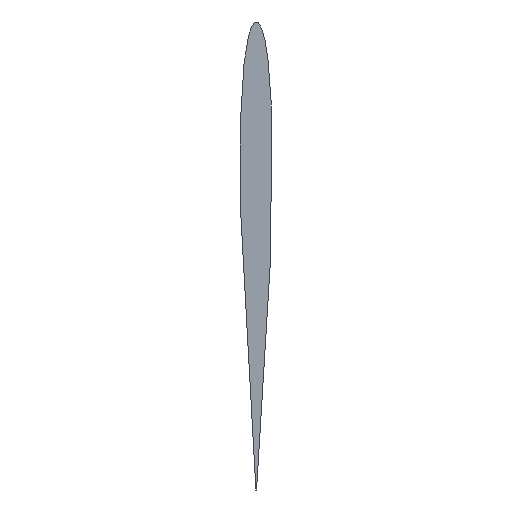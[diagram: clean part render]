
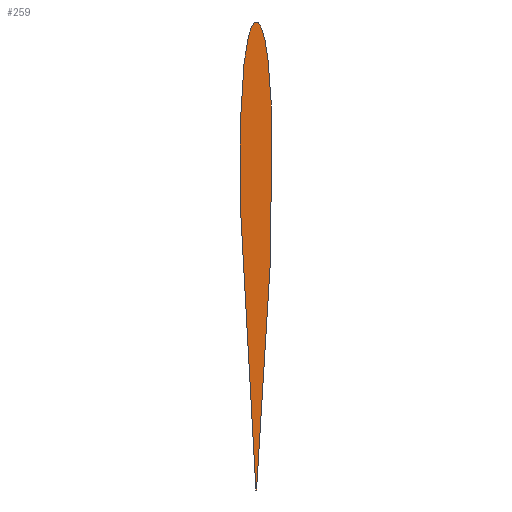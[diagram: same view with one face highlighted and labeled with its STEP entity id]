
A CAD part, left-side view. The second image highlights one B-rep face of the part: STEP entity #259.
In plain terms, the highlighted free-form (B-spline) face has degree [1, 1] with [2, 2] control points.
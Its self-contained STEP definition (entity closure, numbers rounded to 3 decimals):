
#24 = VERTEX_POINT('',#25);
#25 = CARTESIAN_POINT('',(-47.726,0.035,
    -47.322));
#82 = VERTEX_POINT('',#83);
#83 = CARTESIAN_POINT('',(-47.726,-0.035,
    -47.322));
#88 = EDGE_CURVE('',#24,#82,#89,.T.);
#89 = B_SPLINE_CURVE_WITH_KNOTS('',3,(#90,#91,#92,#93,#94,#95,#96,#97,
    #98,#99,#100,#101,#102,#103,#104,#105,#106,#107,#108,#109,#110,#111,
    #112,#113,#114,#115,#116,#117,#118,#119,#120,#121,#122,#123,#124,
    #125,#126,#127,#128,#129,#130,#131,#132,#133,#134,#135),
  .UNSPECIFIED.,.F.,.F.,(4,1,1,1,1,1,1,1,1,1,1,1,1,1,1,1,1,1,1,1,1,1,1,1
    ,1,1,1,1,1,1,1,1,1,1,1,1,1,1,1,1,1,1,1,4),(0.,0.028,
    0.061,0.101,0.143,0.186,
    0.216,0.245,0.273,0.301,
    0.327,0.365,0.388,0.428,
    0.454,0.474,0.484,0.492,
    0.497,0.499,0.5,0.501,
    0.506,0.512,0.521,0.533,
    0.554,0.581,0.612,0.635,
    0.647,0.673,0.699,0.727,
    0.755,0.784,0.814,0.843,
    0.871,0.899,0.926,0.951,
    0.972,1.),.UNSPECIFIED.);
#90 = CARTESIAN_POINT('',(-47.726,0.035,
    -47.322));
#91 = CARTESIAN_POINT('',(-47.726,0.106,-46.447
    ));
#92 = CARTESIAN_POINT('',(-47.726,0.26,-44.501
    ));
#93 = CARTESIAN_POINT('',(-47.726,0.495,-41.311
    ));
#94 = CARTESIAN_POINT('',(-47.726,0.742,-37.654
    ));
#95 = CARTESIAN_POINT('',(-47.726,0.984,-33.684
    ));
#96 = CARTESIAN_POINT('',(-47.726,1.183,-30.03)
  );
#97 = CARTESIAN_POINT('',(-47.726,1.336,-26.796)
  );
#98 = CARTESIAN_POINT('',(-47.726,1.45,-24.045
    ));
#99 = CARTESIAN_POINT('',(-47.726,1.543,-21.344
    ));
#100 = CARTESIAN_POINT('',(-47.726,1.611,
    -18.72));
#101 = CARTESIAN_POINT('',(-47.726,1.657,-15.808
    ));
#102 = CARTESIAN_POINT('',(-47.726,1.662,
    -13.042));
#103 = CARTESIAN_POINT('',(-47.726,1.608,
    -9.827));
#104 = CARTESIAN_POINT('',(-47.726,1.493,
    -7.003));
#105 = CARTESIAN_POINT('',(-47.726,1.264,
    -4.282));
#106 = CARTESIAN_POINT('',(-47.726,1.028,
    -2.534));
#107 = CARTESIAN_POINT('',(-47.726,0.781,
    -1.349));
#108 = CARTESIAN_POINT('',(-47.726,0.562,
    -0.646));
#109 = CARTESIAN_POINT('',(-47.726,0.352,-0.217
    ));
#110 = CARTESIAN_POINT('',(-47.726,0.151,
    -0.032));
#111 = CARTESIAN_POINT('',(-47.726,0.,
    0.015));
#112 = CARTESIAN_POINT('',(-47.726,-0.223,
    -0.056));
#113 = CARTESIAN_POINT('',(-47.726,-0.451,
    -0.39));
#114 = CARTESIAN_POINT('',(-47.726,-0.672,
    -0.962));
#115 = CARTESIAN_POINT('',(-47.726,-0.884,
    -1.799));
#116 = CARTESIAN_POINT('',(-47.726,-1.118,
    -3.122));
#117 = CARTESIAN_POINT('',(-47.726,-1.337,
    -5.021));
#118 = CARTESIAN_POINT('',(-47.726,-1.516,
    -7.552));
#119 = CARTESIAN_POINT('',(-47.726,-1.613,
    -10.127));
#120 = CARTESIAN_POINT('',(-47.726,-1.648,
    -12.237));
#121 = CARTESIAN_POINT('',(-47.726,-1.66,
    -14.159));
#122 = CARTESIAN_POINT('',(-47.726,-1.651,
    -16.193));
#123 = CARTESIAN_POINT('',(-47.726,-1.611,
    -18.72));
#124 = CARTESIAN_POINT('',(-47.726,-1.543,
    -21.344));
#125 = CARTESIAN_POINT('',(-47.726,-1.45,
    -24.045));
#126 = CARTESIAN_POINT('',(-47.726,-1.336,
    -26.796));
#127 = CARTESIAN_POINT('',(-47.726,-1.204,-29.571
    ));
#128 = CARTESIAN_POINT('',(-47.726,-1.058,
    -32.339));
#129 = CARTESIAN_POINT('',(-47.726,-0.9,
    -35.065));
#130 = CARTESIAN_POINT('',(-47.726,-0.736,
    -37.708));
#131 = CARTESIAN_POINT('',(-47.726,-0.569,
    -40.219));
#132 = CARTESIAN_POINT('',(-47.726,-0.405,
    -42.535));
#133 = CARTESIAN_POINT('',(-47.726,-0.231,
    -44.882));
#134 = CARTESIAN_POINT('',(-47.726,-0.106,
    -46.447));
#135 = CARTESIAN_POINT('',(-47.726,-0.035,
    -47.322));
#233 = EDGE_CURVE('',#24,#82,#234,.T.);
#234 = B_SPLINE_CURVE_WITH_KNOTS('',1,(#235,#236),.UNSPECIFIED.,.F.,.F.,
  (2,2),(0.,0.073),.PIECEWISE_BEZIER_KNOTS.);
#235 = CARTESIAN_POINT('',(-47.726,0.035,
    -47.322));
#236 = CARTESIAN_POINT('',(-47.726,-0.035,
    -47.322));
#259 = ADVANCED_FACE('',(#260),#264,.T.);
#260 = FACE_BOUND('',#261,.T.);
#261 = EDGE_LOOP('',(#262,#263));
#262 = ORIENTED_EDGE('',*,*,#88,.F.);
#263 = ORIENTED_EDGE('',*,*,#233,.T.);
#264 = B_SPLINE_SURFACE_WITH_KNOTS('',1,1,(
    (#265,#266)
    ,(#267,#268
    )),.UNSPECIFIED.,.F.,.F.,.F.,(2,2),(2,2),(-49.576,
    0.015),(-1.74,1.74),
  .PIECEWISE_BEZIER_KNOTS.);
#265 = CARTESIAN_POINT('',(-47.726,-1.66,
    -47.322));
#266 = CARTESIAN_POINT('',(-47.726,1.662,
    -47.322));
#267 = CARTESIAN_POINT('',(-47.726,-1.66,
    0.015));
#268 = CARTESIAN_POINT('',(-47.726,1.662,
    0.015));
